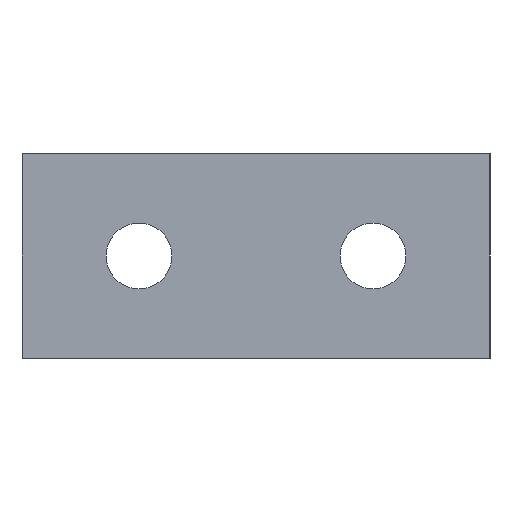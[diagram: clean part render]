
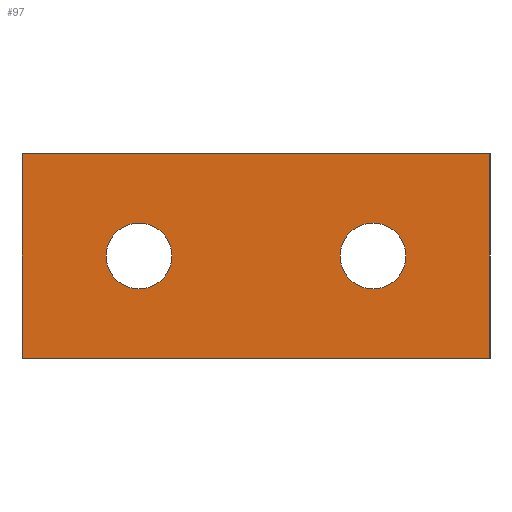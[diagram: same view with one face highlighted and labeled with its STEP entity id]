
A CAD part, left-side view. The second image highlights one B-rep face of the part: STEP entity #97.
In plain terms, the highlighted planar face has unit normal (-1, 0, 0).
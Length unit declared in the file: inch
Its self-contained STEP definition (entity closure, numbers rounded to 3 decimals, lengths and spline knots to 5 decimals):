
#2 = CARTESIAN_POINT ( 'NONE',  ( 0., 2., 0.4375 ) ) ;
#6 = VERTEX_POINT ( 'NONE', #140 ) ;
#7 = EDGE_CURVE ( 'NONE', #328, #321, #391, .T. ) ;
#9 = DIRECTION ( 'NONE',  ( 0., 0., -1. ) ) ;
#19 = CARTESIAN_POINT ( 'NONE',  ( 0., 1.5, 0. ) ) ;
#30 = CARTESIAN_POINT ( 'NONE',  ( 0., 0., 0.4375 ) ) ;
#40 = EDGE_LOOP ( 'NONE', ( #138 ) ) ;
#45 = EDGE_CURVE ( 'NONE', #120, #321, #371, .T. ) ;
#48 = FACE_OUTER_BOUND ( 'NONE', #58, .T. ) ;
#58 = EDGE_LOOP ( 'NONE', ( #402, #304, #269, #238 ) ) ;
#68 = EDGE_CURVE ( 'NONE', #6, #328, #411, .T. ) ;
#74 = AXIS2_PLACEMENT_3D ( 'NONE', #82, #153, #9 ) ;
#75 = DIRECTION ( 'NONE',  ( 1., 0., 0. ) ) ;
#82 = CARTESIAN_POINT ( 'NONE',  ( 0., 0.5, 0. ) ) ;
#97 = ADVANCED_FACE ( 'NONE', ( #221, #48, #136 ), #286, .F. ) ;
#103 = VECTOR ( 'NONE', #277, 39.37008 ) ;
#105 = EDGE_CURVE ( 'NONE', #6, #120, #382, .T. ) ;
#117 = CARTESIAN_POINT ( 'NONE',  ( 0., 0., 0.4375 ) ) ;
#120 = VERTEX_POINT ( 'NONE', #180 ) ;
#129 = DIRECTION ( 'NONE',  ( 0., 0., -1. ) ) ;
#136 = FACE_BOUND ( 'NONE', #40, .T. ) ;
#138 = ORIENTED_EDGE ( 'NONE', *, *, #354, .T. ) ;
#140 = CARTESIAN_POINT ( 'NONE',  ( 0., 2., 0.4375 ) ) ;
#153 = DIRECTION ( 'NONE',  ( 1., 0., 0. ) ) ;
#158 = ORIENTED_EDGE ( 'NONE', *, *, #273, .T. ) ;
#174 = DIRECTION ( 'NONE',  ( 0., -1., 0. ) ) ;
#180 = CARTESIAN_POINT ( 'NONE',  ( 0., 2., -0.4375 ) ) ;
#202 = CARTESIAN_POINT ( 'NONE',  ( 0., 0., 0.4375 ) ) ;
#221 = FACE_BOUND ( 'NONE', #440, .T. ) ;
#225 = CARTESIAN_POINT ( 'NONE',  ( 0., 1.5, -0.1405 ) ) ;
#238 = ORIENTED_EDGE ( 'NONE', *, *, #105, .T. ) ;
#267 = DIRECTION ( 'NONE',  ( 1., 0., 0. ) ) ;
#269 = ORIENTED_EDGE ( 'NONE', *, *, #68, .F. ) ;
#273 = EDGE_CURVE ( 'NONE', #325, #325, #314, .T. ) ;
#276 = CARTESIAN_POINT ( 'NONE',  ( 0., 0., -0.4375 ) ) ;
#277 = DIRECTION ( 'NONE',  ( 0., 0., -1. ) ) ;
#285 = CARTESIAN_POINT ( 'NONE',  ( 0., 0.5, -0.1405 ) ) ;
#286 = PLANE ( 'NONE',  #435 ) ;
#292 = CARTESIAN_POINT ( 'NONE',  ( 0., 0., -0.4375 ) ) ;
#300 = VECTOR ( 'NONE', #419, 39.37008 ) ;
#304 = ORIENTED_EDGE ( 'NONE', *, *, #7, .F. ) ;
#309 = VERTEX_POINT ( 'NONE', #225 ) ;
#314 = CIRCLE ( 'NONE', #74, 0.1405 ) ;
#320 = VECTOR ( 'NONE', #174, 39.37008 ) ;
#321 = VERTEX_POINT ( 'NONE', #292 ) ;
#325 = VERTEX_POINT ( 'NONE', #285 ) ;
#328 = VERTEX_POINT ( 'NONE', #427 ) ;
#331 = VECTOR ( 'NONE', #448, 39.37008 ) ;
#354 = EDGE_CURVE ( 'NONE', #309, #309, #369, .T. ) ;
#369 = CIRCLE ( 'NONE', #403, 0.1405 ) ;
#371 = LINE ( 'NONE', #276, #320 ) ;
#382 = LINE ( 'NONE', #2, #300 ) ;
#391 = LINE ( 'NONE', #30, #103 ) ;
#392 = DIRECTION ( 'NONE',  ( 0., 0., -1. ) ) ;
#402 = ORIENTED_EDGE ( 'NONE', *, *, #45, .T. ) ;
#403 = AXIS2_PLACEMENT_3D ( 'NONE', #19, #267, #129 ) ;
#411 = LINE ( 'NONE', #202, #331 ) ;
#419 = DIRECTION ( 'NONE',  ( 0., 0., -1. ) ) ;
#427 = CARTESIAN_POINT ( 'NONE',  ( 0., 0., 0.4375 ) ) ;
#435 = AXIS2_PLACEMENT_3D ( 'NONE', #117, #75, #392 ) ;
#440 = EDGE_LOOP ( 'NONE', ( #158 ) ) ;
#448 = DIRECTION ( 'NONE',  ( 0., -1., 0. ) ) ;
